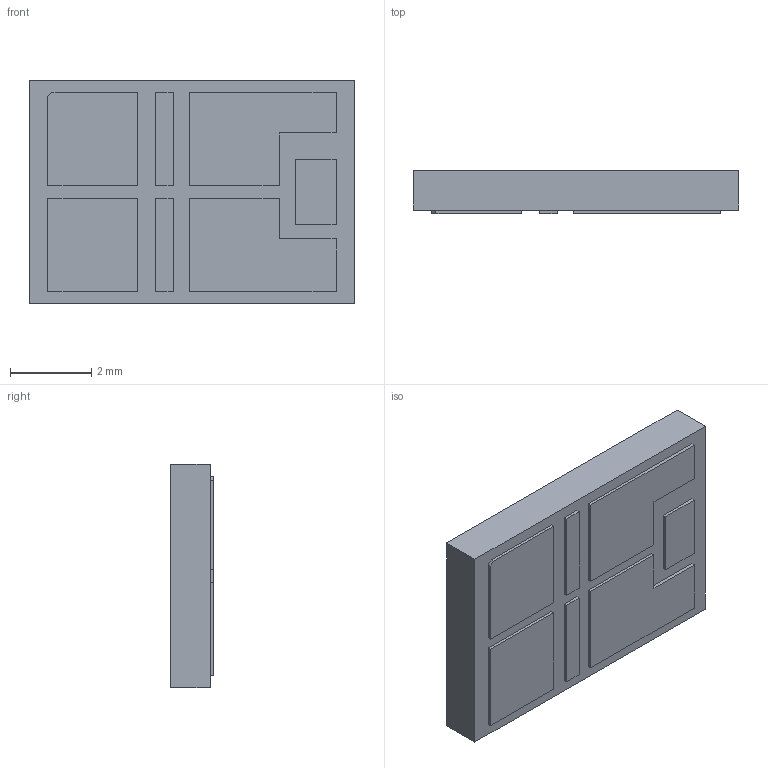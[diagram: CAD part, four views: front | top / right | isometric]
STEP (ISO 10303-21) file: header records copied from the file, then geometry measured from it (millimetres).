
FILE_DESCRIPTION (( 'STEP AP214' ), '1' );
FILE_NAME ('TBU-RS 8x5.5 Step File.STEP', '2019-04-25T15:34:10', ( '' ), ( '' ), 'SwSTEP 2.0', 'SolidWorks 2018', '' );
FILE_SCHEMA (( 'AUTOMOTIVE_DESIGN' ));
Length unit declared in the file: millimetre
Products named in the file (1): TBU-RS 8x5.5 Step File
Bounding box: 8 x 1.06 x 5.5 mm (x, y, z)
Volume: 45.5 mm3; surface area: 128.3 mm2
Topology: 11 solids, 11 shells, 186 faces, 471 edges, 314 vertices
Faces by surface type: plane 136, bspline 50
Entity records: 8459 total; most frequent: CARTESIAN_POINT 4174, ORIENTED_EDGE 942, DIRECTION 645, EDGE_CURVE 471, VECTOR 371, LINE 371, VERTEX_POINT 314, EDGE_LOOP 197
